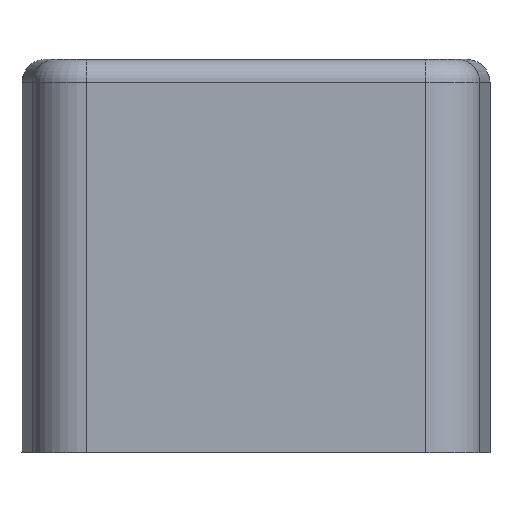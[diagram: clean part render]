
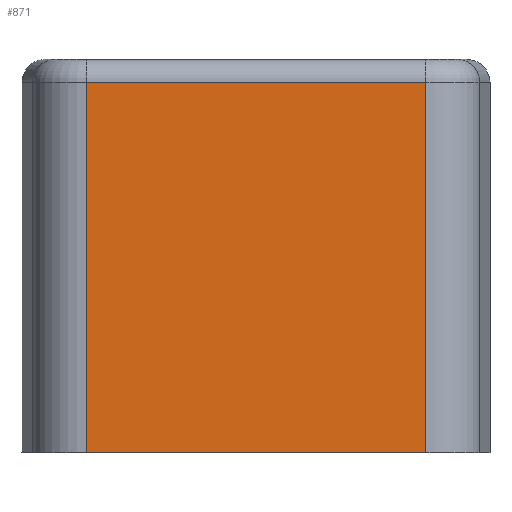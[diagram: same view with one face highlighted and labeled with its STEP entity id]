
A CAD part, left-side view. The second image highlights one B-rep face of the part: STEP entity #871.
In plain terms, the highlighted planar face has unit normal (-1, 0, 0).
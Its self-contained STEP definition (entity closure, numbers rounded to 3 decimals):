
#46=PLANE('',#980);
#94=FACE_OUTER_BOUND('',#144,.T.);
#144=EDGE_LOOP('',(#794,#795,#796,#797));
#151=LINE('',#1277,#227);
#191=LINE('',#1478,#267);
#220=LINE('',#1554,#296);
#221=LINE('',#1556,#297);
#227=VECTOR('',#1005,10.);
#267=VECTOR('',#1145,10.);
#296=VECTOR('',#1244,10.);
#297=VECTOR('',#1247,10.);
#355=VERTEX_POINT('',#1274);
#356=VERTEX_POINT('',#1276);
#408=VERTEX_POINT('',#1468);
#410=VERTEX_POINT('',#1474);
#435=EDGE_CURVE('',#356,#355,#151,.T.);
#510=EDGE_CURVE('',#408,#410,#191,.T.);
#548=EDGE_CURVE('',#355,#410,#220,.T.);
#549=EDGE_CURVE('',#356,#408,#221,.T.);
#794=ORIENTED_EDGE('',*,*,#510,.F.);
#795=ORIENTED_EDGE('',*,*,#549,.F.);
#796=ORIENTED_EDGE('',*,*,#435,.T.);
#797=ORIENTED_EDGE('',*,*,#548,.T.);
#871=ADVANCED_FACE('',(#94),#46,.T.);
#980=AXIS2_PLACEMENT_3D('',#1555,#1245,#1246);
#1005=DIRECTION('',(0.,-1.,0.));
#1145=DIRECTION('',(0.,-1.,0.));
#1244=DIRECTION('',(0.,0.,1.));
#1245=DIRECTION('center_axis',(-1.,0.,0.));
#1246=DIRECTION('ref_axis',(0.,-1.,0.));
#1247=DIRECTION('',(0.,0.,1.));
#1274=CARTESIAN_POINT('',(-1.5,2.,6.));
#1276=CARTESIAN_POINT('',(-1.5,24.,6.));
#1277=CARTESIAN_POINT('',(-1.5,24.,6.));
#1468=CARTESIAN_POINT('',(-1.5,24.,30.));
#1474=CARTESIAN_POINT('',(-1.5,2.,30.));
#1478=CARTESIAN_POINT('',(-1.5,18.5,30.));
#1554=CARTESIAN_POINT('',(-1.5,2.,6.));
#1555=CARTESIAN_POINT('Origin',(-1.5,24.,6.));
#1556=CARTESIAN_POINT('',(-1.5,24.,6.));
